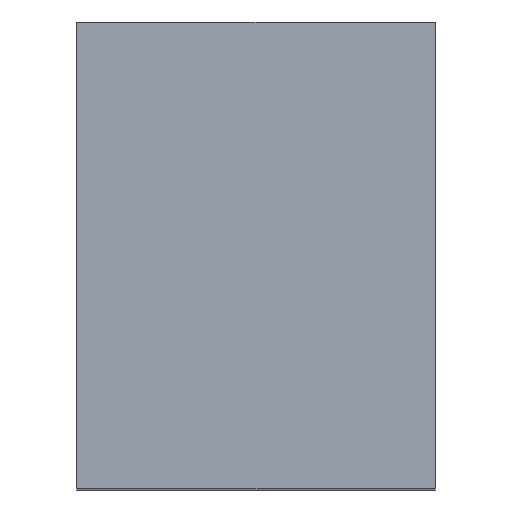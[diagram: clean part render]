
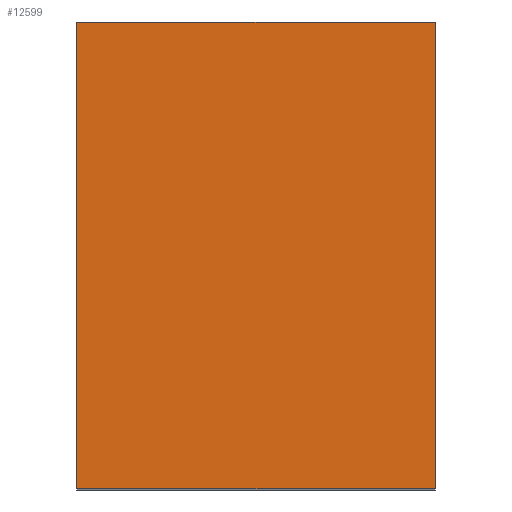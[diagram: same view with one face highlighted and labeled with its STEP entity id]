
A CAD part, top view. The second image highlights one B-rep face of the part: STEP entity #12599.
In plain terms, the highlighted planar face has unit normal (0, 0, 1).
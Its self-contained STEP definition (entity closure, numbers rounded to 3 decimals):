
#385 = EDGE_LOOP ( 'NONE', ( #16737, #5527, #10045, #13571 ) ) ;
#583 = EDGE_CURVE ( 'NONE', #16583, #4423, #12800, .T. ) ;
#1009 = DIRECTION ( 'NONE',  ( 0., 0., 1. ) ) ;
#1101 = CARTESIAN_POINT ( 'NONE',  ( -10.75, -14., 36. ) ) ;
#1162 = VECTOR ( 'NONE', #5361, 1000. ) ;
#1780 = LINE ( 'NONE', #12898, #15608 ) ;
#2927 = AXIS2_PLACEMENT_3D ( 'NONE', #17406, #1009, #14726 ) ;
#3260 = CARTESIAN_POINT ( 'NONE',  ( 10.75, 14., 36. ) ) ;
#3999 = CARTESIAN_POINT ( 'NONE',  ( -10.75, -14., 36. ) ) ;
#4423 = VERTEX_POINT ( 'NONE', #3999 ) ;
#4923 = CARTESIAN_POINT ( 'NONE',  ( 10.75, -14., 36. ) ) ;
#5209 = VECTOR ( 'NONE', #8752, 1000. ) ;
#5361 = DIRECTION ( 'NONE',  ( 1., 0., 0. ) ) ;
#5527 = ORIENTED_EDGE ( 'NONE', *, *, #12790, .T. ) ;
#5720 = DIRECTION ( 'NONE',  ( -1., 0., 0. ) ) ;
#7243 = CARTESIAN_POINT ( 'NONE',  ( -10.75, 14., 36. ) ) ;
#8109 = VERTEX_POINT ( 'NONE', #3260 ) ;
#8572 = VERTEX_POINT ( 'NONE', #4923 ) ;
#8592 = PLANE ( 'NONE',  #2927 ) ;
#8752 = DIRECTION ( 'NONE',  ( 0., -1., 0. ) ) ;
#10027 = EDGE_CURVE ( 'NONE', #4423, #8572, #14729, .T. ) ;
#10045 = ORIENTED_EDGE ( 'NONE', *, *, #583, .T. ) ;
#10455 = LINE ( 'NONE', #17555, #14645 ) ;
#11375 = EDGE_CURVE ( 'NONE', #8572, #8109, #10455, .T. ) ;
#11587 = FACE_OUTER_BOUND ( 'NONE', #385, .T. ) ;
#11989 = DIRECTION ( 'NONE',  ( 0., 1., 0. ) ) ;
#12599 = ADVANCED_FACE ( 'NONE', ( #11587 ), #8592, .T. ) ;
#12790 = EDGE_CURVE ( 'NONE', #8109, #16583, #1780, .T. ) ;
#12800 = LINE ( 'NONE', #7243, #5209 ) ;
#12898 = CARTESIAN_POINT ( 'NONE',  ( -10.75, 14., 36. ) ) ;
#13571 = ORIENTED_EDGE ( 'NONE', *, *, #10027, .T. ) ;
#14645 = VECTOR ( 'NONE', #11989, 1000. ) ;
#14726 = DIRECTION ( 'NONE',  ( 1., 0., 0. ) ) ;
#14729 = LINE ( 'NONE', #1101, #1162 ) ;
#14851 = CARTESIAN_POINT ( 'NONE',  ( -10.75, 14., 36. ) ) ;
#15608 = VECTOR ( 'NONE', #5720, 1000. ) ;
#16583 = VERTEX_POINT ( 'NONE', #14851 ) ;
#16737 = ORIENTED_EDGE ( 'NONE', *, *, #11375, .T. ) ;
#17406 = CARTESIAN_POINT ( 'NONE',  ( 0., 0., 36. ) ) ;
#17555 = CARTESIAN_POINT ( 'NONE',  ( 10.75, 14., 36. ) ) ;
